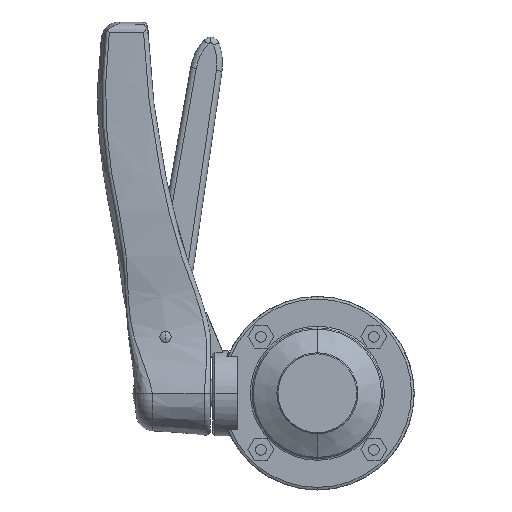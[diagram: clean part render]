
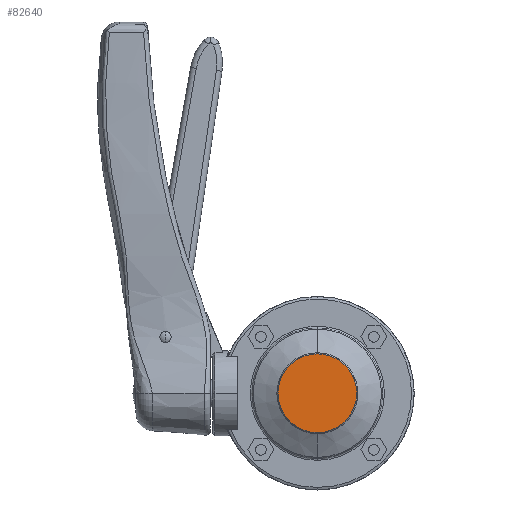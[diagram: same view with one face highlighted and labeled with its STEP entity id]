
A CAD part, left-side view. The second image highlights one B-rep face of the part: STEP entity #82640.
In plain terms, the highlighted planar face has unit normal (-1, 0, 0).
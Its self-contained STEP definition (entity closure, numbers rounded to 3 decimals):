
#82240=CARTESIAN_POINT('',(23.,0.,17.5));
#82250=VERTEX_POINT('',#82240);
#82280=CARTESIAN_POINT('',(23.,0.,0.));
#82290=DIRECTION('',(-1.,0.,0.));
#82300=DIRECTION('',(0.,0.,-1.));
#82310=AXIS2_PLACEMENT_3D('',#82280,#82290,#82300);
#82320=CIRCLE('',#82310,17.5);
#82330=CARTESIAN_POINT('',(23.,0.,-17.5));
#82340=VERTEX_POINT('',#82330);
#82350=EDGE_CURVE('',#82250,#82340,#82320,.T.);
#82540=CARTESIAN_POINT('',(23.,0.,-16.75));
#82550=DIRECTION('',(1.,-0.,0.));
#82560=DIRECTION('',(0.,0.,-1.));
#82570=AXIS2_PLACEMENT_3D('',#82540,#82550,#82560);
#82580=PLANE('',#82570);
#82590=EDGE_CURVE('',#82340,#82250,#82320,.T.);
#82600=ORIENTED_EDGE('',*,*,#82590,.T.);
#82610=ORIENTED_EDGE('',*,*,#82350,.T.);
#82620=EDGE_LOOP('',(#82610,#82600));
#82630=FACE_OUTER_BOUND('',#82620,.T.);
#82640=ADVANCED_FACE('',(#82630),#82580,.F.);
